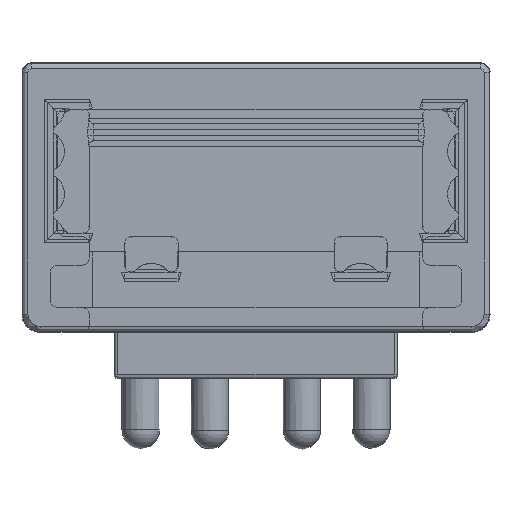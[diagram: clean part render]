
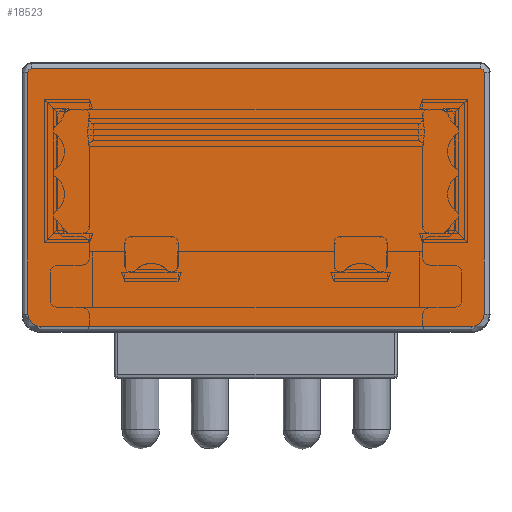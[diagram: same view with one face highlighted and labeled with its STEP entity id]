
A CAD part, front view. The second image highlights one B-rep face of the part: STEP entity #18523.
In plain terms, the highlighted planar face has unit normal (0, -1, 0).
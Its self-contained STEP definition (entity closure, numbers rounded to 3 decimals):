
#417=ELLIPSE('',#20201,0.1,0.1);
#419=ELLIPSE('',#20207,0.1,0.1);
#421=ELLIPSE('',#20215,0.35,0.35);
#423=ELLIPSE('',#20220,0.35,0.35);
#962=PLANE('',#20224);
#1919=FACE_OUTER_BOUND('',#3041,.T.);
#3041=EDGE_LOOP('',(#16503,#16504,#16505,#16506,#16507,#16508,#16509,#16510));
#4791=LINE('',#33996,#6519);
#4793=LINE('',#34002,#6521);
#4795=LINE('',#34038,#6523);
#4797=LINE('',#34071,#6525);
#6519=VECTOR('',#25081,10.);
#6521=VECTOR('',#25087,10.);
#6523=VECTOR('',#25099,10.);
#6525=VECTOR('',#25109,10.);
#8951=VERTEX_POINT('',#33942);
#8953=VERTEX_POINT('',#33946);
#8957=VERTEX_POINT('',#33981);
#8959=VERTEX_POINT('',#33985);
#8962=VERTEX_POINT('',#33998);
#8964=VERTEX_POINT('',#34028);
#8966=VERTEX_POINT('',#34034);
#8968=VERTEX_POINT('',#34064);
#11520=EDGE_CURVE('',#8953,#8951,#417,.T.);
#11527=EDGE_CURVE('',#8959,#8957,#419,.T.);
#11532=EDGE_CURVE('',#8951,#8959,#4791,.T.);
#11535=EDGE_CURVE('',#8957,#8962,#4793,.T.);
#11538=EDGE_CURVE('',#8962,#8964,#421,.T.);
#11541=EDGE_CURVE('',#8964,#8966,#4795,.T.);
#11544=EDGE_CURVE('',#8966,#8968,#423,.T.);
#11546=EDGE_CURVE('',#8968,#8953,#4797,.T.);
#16503=ORIENTED_EDGE('',*,*,#11527,.F.);
#16504=ORIENTED_EDGE('',*,*,#11532,.F.);
#16505=ORIENTED_EDGE('',*,*,#11520,.F.);
#16506=ORIENTED_EDGE('',*,*,#11546,.F.);
#16507=ORIENTED_EDGE('',*,*,#11544,.F.);
#16508=ORIENTED_EDGE('',*,*,#11541,.F.);
#16509=ORIENTED_EDGE('',*,*,#11538,.F.);
#16510=ORIENTED_EDGE('',*,*,#11535,.F.);
#18523=ADVANCED_FACE('',(#1919),#962,.F.);
#20201=AXIS2_PLACEMENT_3D('',#33948,#25056,#25057);
#20207=AXIS2_PLACEMENT_3D('',#33987,#25070,#25071);
#20215=AXIS2_PLACEMENT_3D('',#34032,#25092,#25093);
#20220=AXIS2_PLACEMENT_3D('',#34068,#25104,#25105);
#20224=AXIS2_PLACEMENT_3D('',#34078,#25117,#25118);
#25056=DIRECTION('center_axis',(0.,1.,0.));
#25057=DIRECTION('ref_axis',(-0.707,0.,0.707));
#25070=DIRECTION('center_axis',(0.,1.,0.));
#25071=DIRECTION('ref_axis',(0.707,0.,0.707));
#25081=DIRECTION('',(1.,0.,0.));
#25087=DIRECTION('',(0.,0.,-1.));
#25092=DIRECTION('center_axis',(0.,1.,0.));
#25093=DIRECTION('ref_axis',(0.707,0.,-0.707));
#25099=DIRECTION('',(-1.,0.,0.));
#25104=DIRECTION('center_axis',(0.,1.,0.));
#25105=DIRECTION('ref_axis',(-0.707,0.,-0.707));
#25109=DIRECTION('',(0.,0.,1.));
#25117=DIRECTION('center_axis',(0.,1.,0.));
#25118=DIRECTION('ref_axis',(0.,0.,1.));
#33942=CARTESIAN_POINT('',(-6.335,-224.775,-0.165));
#33946=CARTESIAN_POINT('',(-6.435,-224.775,-0.265));
#33948=CARTESIAN_POINT('Origin',(-6.335,-224.775,-0.265));
#33981=CARTESIAN_POINT('',(6.435,-224.775,-0.265));
#33985=CARTESIAN_POINT('',(6.335,-224.775,-0.165));
#33987=CARTESIAN_POINT('Origin',(6.335,-224.775,-0.265));
#33996=CARTESIAN_POINT('',(-3.3,-224.775,-0.165));
#33998=CARTESIAN_POINT('',(6.435,-224.775,-7.085));
#34002=CARTESIAN_POINT('',(6.435,-224.775,-1.9));
#34028=CARTESIAN_POINT('',(6.085,-224.775,-7.435));
#34032=CARTESIAN_POINT('Origin',(6.085,-224.775,-7.085));
#34034=CARTESIAN_POINT('',(-6.085,-224.775,-7.435));
#34038=CARTESIAN_POINT('',(3.3,-224.775,-7.435));
#34064=CARTESIAN_POINT('',(-6.435,-224.775,-7.085));
#34068=CARTESIAN_POINT('Origin',(-6.085,-224.775,-7.085));
#34071=CARTESIAN_POINT('',(-6.435,-224.775,-5.7));
#34078=CARTESIAN_POINT('Origin',(0.,-224.775,-3.8));
